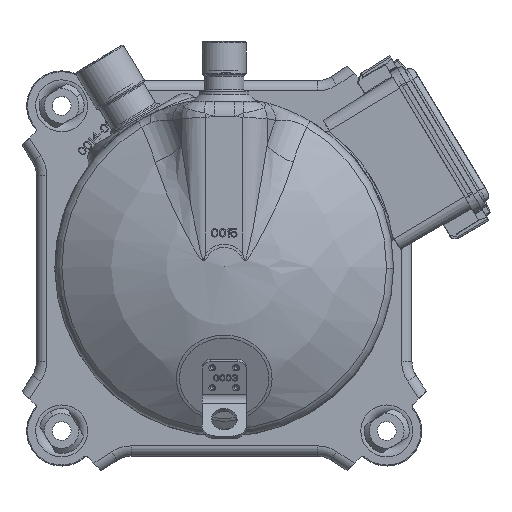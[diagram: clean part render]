
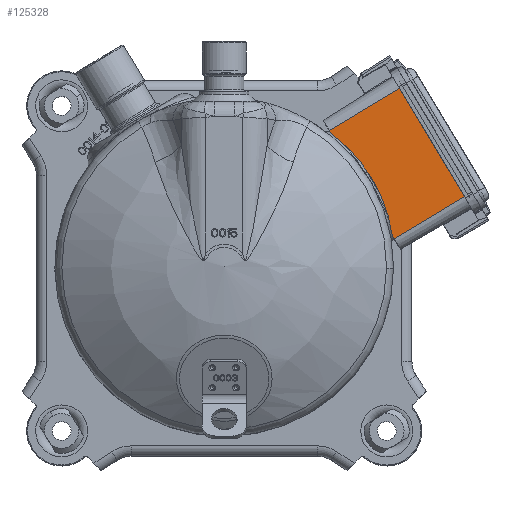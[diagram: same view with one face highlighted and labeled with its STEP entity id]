
A CAD part, top view. The second image highlights one B-rep face of the part: STEP entity #125328.
In plain terms, the highlighted face is planar.
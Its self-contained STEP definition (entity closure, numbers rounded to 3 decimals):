
#125037=CARTESIAN_POINT('',(37.,78.,-94.));
#125038=VERTEX_POINT('',#125037);
#125039=CARTESIAN_POINT('',(34.799,78.,-94.));
#125040=VERTEX_POINT('',#125039);
#125041=CARTESIAN_POINT('',(37.,78.,-94.));
#125042=DIRECTION('',(-1.,-0.,0.));
#125043=VECTOR('',#125042,2.201);
#125044=LINE('',#125041,#125043);
#125045=EDGE_CURVE('',#125038,#125040,#125044,.T.);
#125222=CARTESIAN_POINT('',(-37.,78.,-94.));
#125223=VERTEX_POINT('',#125222);
#125231=CARTESIAN_POINT('',(-34.799,78.,-94.));
#125232=VERTEX_POINT('',#125231);
#125233=CARTESIAN_POINT('',(-34.799,78.,-94.));
#125234=DIRECTION('',(-1.,-0.,0.));
#125235=VECTOR('',#125234,2.201);
#125236=LINE('',#125233,#125235);
#125237=EDGE_CURVE('',#125232,#125223,#125236,.T.);
#125261=CARTESIAN_POINT('',(0.,79.449,-11.));
#125262=DIRECTION('',(-0.,1.,-0.017));
#125263=DIRECTION('',(0.,0.017,1.));
#125264=AXIS2_PLACEMENT_3D('',#125261,#125262,#125263);
#125265=ELLIPSE('',#125264,90.014,90.);
#125266=EDGE_CURVE('',#125040,#125232,#125265,.T.);
#125296=CARTESIAN_POINT('',(39.737,78.,-94.));
#125297=DIRECTION('',(0.,-1.,0.017));
#125298=DIRECTION('',(1.,0.,0.));
#125299=AXIS2_PLACEMENT_3D('',#125296,#125297,#125298);
#125300=PLANE('',#125299);
#125301=CARTESIAN_POINT('',(37.,77.162,-142.));
#125302=VERTEX_POINT('',#125301);
#125303=CARTESIAN_POINT('',(37.,78.,-94.));
#125304=DIRECTION('',(0.,-0.017,-1.));
#125305=VECTOR('',#125304,48.007);
#125306=LINE('',#125303,#125305);
#125307=EDGE_CURVE('',#125038,#125302,#125306,.T.);
#125308=ORIENTED_EDGE('',*,*,#125307,.F.);
#125309=ORIENTED_EDGE('',*,*,#125045,.T.);
#125310=ORIENTED_EDGE('',*,*,#125266,.T.);
#125311=ORIENTED_EDGE('',*,*,#125237,.T.);
#125312=CARTESIAN_POINT('',(-37.,77.162,-142.));
#125313=VERTEX_POINT('',#125312);
#125314=CARTESIAN_POINT('',(-37.,78.,-94.));
#125315=DIRECTION('',(-0.,-0.017,-1.));
#125316=VECTOR('',#125315,48.007);
#125317=LINE('',#125314,#125316);
#125318=EDGE_CURVE('',#125223,#125313,#125317,.T.);
#125319=ORIENTED_EDGE('',*,*,#125318,.T.);
#125320=CARTESIAN_POINT('',(-37.,77.162,-142.));
#125321=DIRECTION('',(1.,0.,-0.));
#125322=VECTOR('',#125321,74.);
#125323=LINE('',#125320,#125322);
#125324=EDGE_CURVE('',#125313,#125302,#125323,.T.);
#125325=ORIENTED_EDGE('',*,*,#125324,.T.);
#125326=EDGE_LOOP('',(#125308,#125309,#125310,#125311,#125319,#125325));
#125327=FACE_BOUND('',#125326,.T.);
#125328=ADVANCED_FACE('',(#125327),#125300,.T.);
